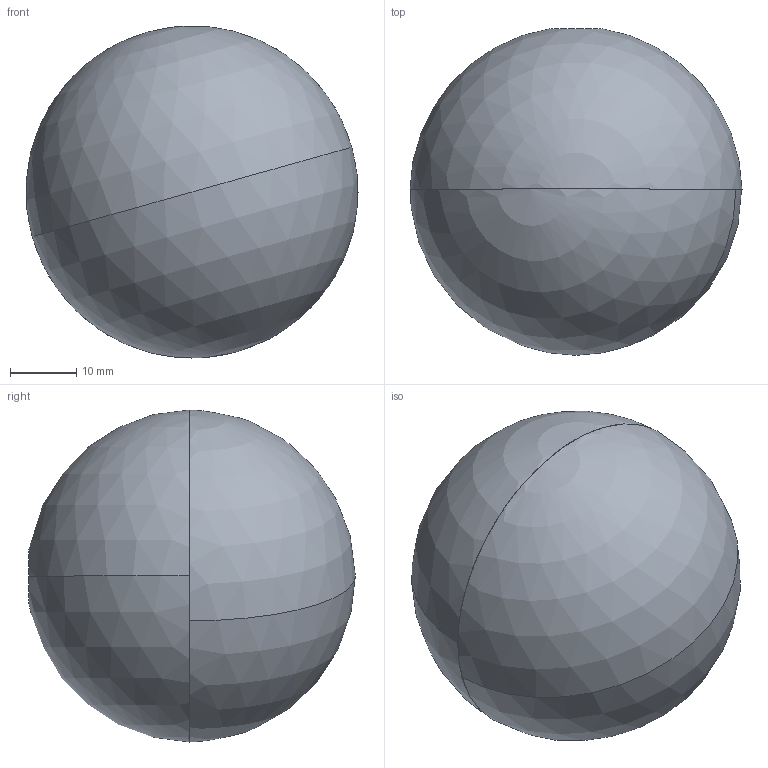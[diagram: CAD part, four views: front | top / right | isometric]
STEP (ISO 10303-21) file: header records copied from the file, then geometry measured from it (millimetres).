
FILE_DESCRIPTION (( 'STEP AP203' ), '1' );
FILE_NAME ('A_0220-050-R.STEP', '2019-10-04T12:23:17', ( '' ), ( '' ), 'SwSTEP 2.0', 'SolidWorks 2019', '' );
FILE_SCHEMA (( 'CONFIG_CONTROL_DESIGN' ));
Length unit declared in the file: millimetre
Products named in the file (5): A_0220-050-R; A_0220-050-R.P2; A_0220-050-R.P3; A_0220-050-R.P1; A_0220-050-R.P2_skupina
Assembly tree (4 placements, depth 3):
  A_0220-050-R
    A_0220-050-R.P2_skupina
      A_0220-050-R.P2
      A_0220-050-R.P3
    A_0220-050-R.P1
Bounding box: 49.99 x 49.17 x 49.99 mm (x, y, z)
Volume: 11805 mm3; surface area: 16027.4 mm2
Topology: 3 solids, 3 shells, 32 faces, 82 edges, 50 vertices
Faces by surface type: sphere 12, cone 8, cylinder 6, plane 6
Entity records: 1409 total; most frequent: DIRECTION 198, CARTESIAN_POINT 148, ORIENTED_EDGE 132, AXIS2_PLACEMENT_3D 92, EDGE_CURVE 66, CIRCLE 52, PERSON_AND_ORGANIZATION 44, VERTEX_POINT 42
